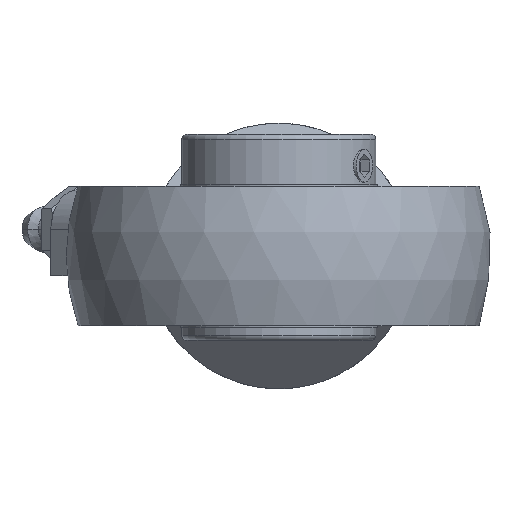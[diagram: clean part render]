
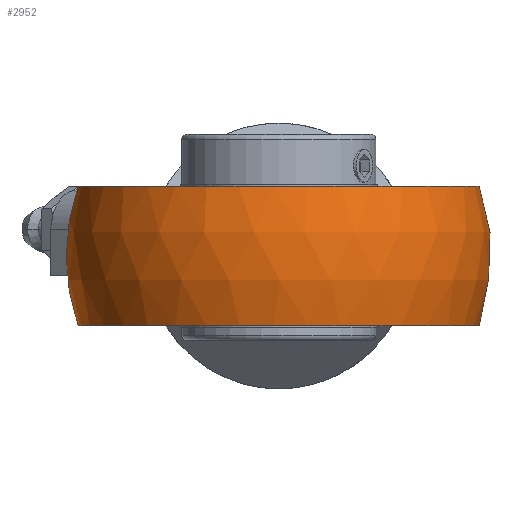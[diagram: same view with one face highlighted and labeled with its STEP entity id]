
A CAD part, front view. The second image highlights one B-rep face of the part: STEP entity #2952.
In plain terms, the highlighted spherical face has radius 32 mm.
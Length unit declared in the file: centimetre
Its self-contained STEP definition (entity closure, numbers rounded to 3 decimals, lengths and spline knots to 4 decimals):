
#2873=CARTESIAN_POINT('',(0.,0.,0.));
#2874=DIRECTION('',(0.,0.,1.));
#2875=DIRECTION('',(1.,0.,0.));
#2876=AXIS2_PLACEMENT_3D('',#2873,#2874,#2875);
#2877=SPHERICAL_SURFACE('',#2876,3.2);
#2878=CARTESIAN_POINT('',(-3.0228,0.,1.05));
#2879=VERTEX_POINT('',#2878);
#2880=CARTESIAN_POINT('',(-3.0228,0.,-1.05));
#2881=VERTEX_POINT('',#2880);
#2882=CARTESIAN_POINT('',(0.,0.,0.));
#2883=DIRECTION('',(-0.,-1.,0.));
#2884=DIRECTION('',(-1.,0.,0.));
#2885=AXIS2_PLACEMENT_3D('',#2882,#2883,#2884);
#2886=CIRCLE('',#2885,3.2);
#2887=EDGE_CURVE('',#2879,#2881,#2886,.T.);
#2888=ORIENTED_EDGE('',*,*,#2887,.T.);
#2889=CARTESIAN_POINT('',(1.6993,2.5,-1.05));
#2890=VERTEX_POINT('',#2889);
#2891=CARTESIAN_POINT('',(0.,0.,-1.05));
#2892=DIRECTION('',(-0.,-0.,-1.));
#2893=DIRECTION('',(0.,-1.,0.));
#2894=AXIS2_PLACEMENT_3D('',#2891,#2892,#2893);
#2895=CIRCLE('',#2894,3.0228);
#2896=EDGE_CURVE('',#2890,#2881,#2895,.T.);
#2897=ORIENTED_EDGE('',*,*,#2896,.F.);
#2898=CARTESIAN_POINT('',(1.9748,2.5,-0.3));
#2899=VERTEX_POINT('',#2898);
#2900=CARTESIAN_POINT('',(0.,2.5,0.));
#2901=DIRECTION('',(-0.,1.,0.));
#2902=DIRECTION('',(1.,0.,0.));
#2903=AXIS2_PLACEMENT_3D('',#2900,#2901,#2902);
#2904=CIRCLE('',#2903,1.9975);
#2905=EDGE_CURVE('',#2899,#2890,#2904,.T.);
#2906=ORIENTED_EDGE('',*,*,#2905,.F.);
#2907=CARTESIAN_POINT('',(3.1252,0.6189,-0.3));
#2908=VERTEX_POINT('',#2907);
#2909=CARTESIAN_POINT('',(0.,0.,-0.3));
#2910=DIRECTION('',(0.,0.,-1.));
#2911=DIRECTION('',(0.,-1.,0.));
#2912=AXIS2_PLACEMENT_3D('',#2909,#2910,#2911);
#2913=CIRCLE('',#2912,3.1859);
#2914=EDGE_CURVE('',#2899,#2908,#2913,.T.);
#2915=ORIENTED_EDGE('',*,*,#2914,.T.);
#2916=CARTESIAN_POINT('',(3.1252,0.6189,0.3));
#2917=VERTEX_POINT('',#2916);
#2918=CARTESIAN_POINT('',(0.,0.6189,0.));
#2919=DIRECTION('',(-0.,1.,0.));
#2920=DIRECTION('',(1.,0.,0.));
#2921=AXIS2_PLACEMENT_3D('',#2918,#2919,#2920);
#2922=CIRCLE('',#2921,3.1396);
#2923=EDGE_CURVE('',#2917,#2908,#2922,.T.);
#2924=ORIENTED_EDGE('',*,*,#2923,.F.);
#2925=CARTESIAN_POINT('',(1.9748,2.5,0.3));
#2926=VERTEX_POINT('',#2925);
#2927=CARTESIAN_POINT('',(0.,0.,0.3));
#2928=DIRECTION('',(0.,-0.,1.));
#2929=DIRECTION('',(0.,1.,0.));
#2930=AXIS2_PLACEMENT_3D('',#2927,#2928,#2929);
#2931=CIRCLE('',#2930,3.1859);
#2932=EDGE_CURVE('',#2917,#2926,#2931,.T.);
#2933=ORIENTED_EDGE('',*,*,#2932,.T.);
#2934=CARTESIAN_POINT('',(1.6993,2.5,1.05));
#2935=VERTEX_POINT('',#2934);
#2936=CARTESIAN_POINT('',(0.,2.5,0.));
#2937=DIRECTION('',(-0.,1.,0.));
#2938=DIRECTION('',(1.,0.,0.));
#2939=AXIS2_PLACEMENT_3D('',#2936,#2937,#2938);
#2940=CIRCLE('',#2939,1.9975);
#2941=EDGE_CURVE('',#2935,#2926,#2940,.T.);
#2942=ORIENTED_EDGE('',*,*,#2941,.F.);
#2943=CARTESIAN_POINT('',(0.,0.,1.05));
#2944=DIRECTION('',(0.,-0.,1.));
#2945=DIRECTION('',(0.,1.,0.));
#2946=AXIS2_PLACEMENT_3D('',#2943,#2944,#2945);
#2947=CIRCLE('',#2946,3.0228);
#2948=EDGE_CURVE('',#2879,#2935,#2947,.T.);
#2949=ORIENTED_EDGE('',*,*,#2948,.F.);
#2950=EDGE_LOOP('',(#2888,#2897,#2906,#2915,#2924,#2933,#2942,#2949));
#2951=FACE_BOUND('',#2950,.T.);
#2952=ADVANCED_FACE('',(#2951),#2877,.T.);
